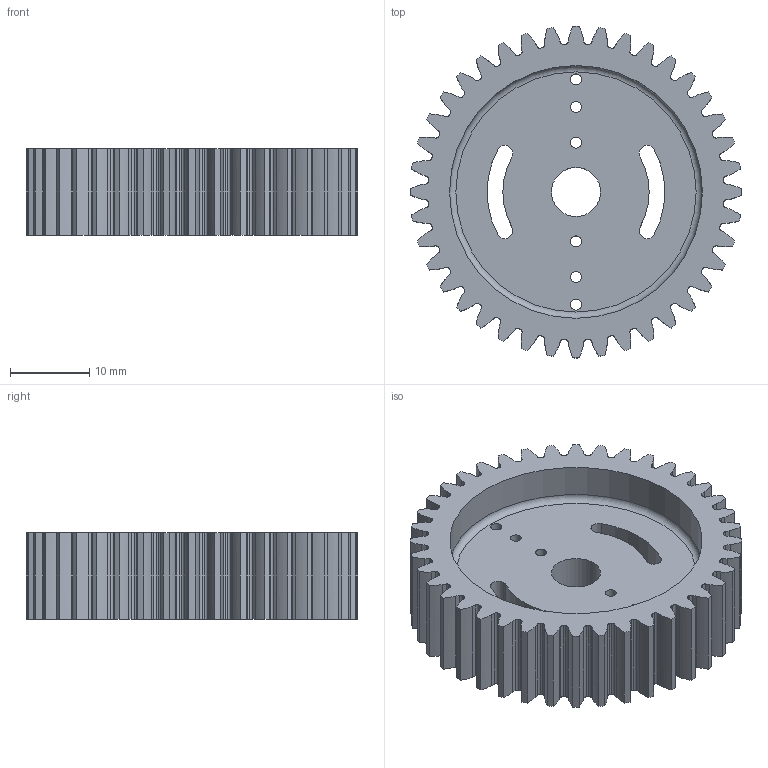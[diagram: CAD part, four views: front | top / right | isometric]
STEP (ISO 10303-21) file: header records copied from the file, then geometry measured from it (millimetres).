
FILE_DESCRIPTION(('FreeCAD Model'),'2;1');
FILE_NAME('Pignon2-V1_0_0.step','2020-04-01T12:01:37',('Almisuifre'),(''), 'Open CASCADE STEP processor 6.8','FreeCAD','Unknown');
FILE_SCHEMA(('AUTOMOTIVE_DESIGN_CC2 { 1 2 10303 214 -1 1 5 4 }'));
Length unit declared in the file: millimetre
Products named in the file (1): Pignon2-V1_0_0
Bounding box: 42 x 42 x 11 mm (x, y, z)
Volume: 9193 mm3; surface area: 6110.6 mm2
Topology: 1 solids, 1 shells, 340 faces, 1010 edges, 673 vertices
Faces by surface type: cylinder 176, extrusion 160, plane 3, torus 1
Full cylindrical faces by diameter (mm): 1.4 x6, 6.2 x1, 32 x1
Entity records: 26357 total; most frequent: CARTESIAN_POINT 7550, DIRECTION 3080, ORIENTED_EDGE 2020, PCURVE 2020, DEFINITIONAL_REPRESENTATION 2020, VECTOR 1842, LINE 1682, EDGE_CURVE 1010
